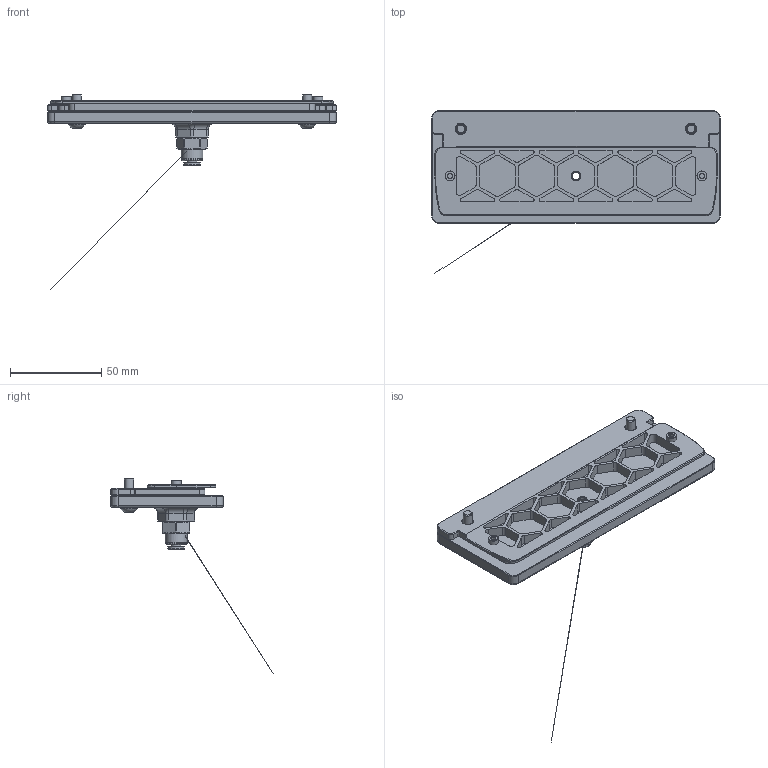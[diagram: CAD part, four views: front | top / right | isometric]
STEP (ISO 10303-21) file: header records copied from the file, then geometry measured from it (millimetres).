
FILE_DESCRIPTION(/* description */ (''),/* implementation_level */ '2;1');
FILE_NAME(/* name */ 'Exhaust Blockoff.step',/* time_stamp */ '2021-10-21T18:17:10-06:00',/* author */ (''),/* organization */ (''),/* preprocessor_version */ 'ST-DEVELOPER v18.1',/* originating_system */ 'Autodesk Translation Framework v10.10.0.1391',/* authorisation */ '');
FILE_SCHEMA (('AUTOMOTIVE_DESIGN { 1 0 10303 214 3 1 1 }'));
Products named in the file (8): Exhaust Blockoff Cover; M3x8 SHCS (1); M5x16 BHCS (2); BSP Bowden Connector v1; M3 Threaded Insert (1); Exhast Grill; Grill Mount One Piece (1); Block Off Plate No Groove
Assembly tree (10 placements, depth 2):
  Exhaust Blockoff Cover
    M3x8 SHCS (1)  x2
    M5x16 BHCS (2)  x2
    BSP Bowden Connector v1
    M3 Threaded Insert (1)  x2
    Exhast Grill
    Grill Mount One Piece (1)
    Block Off Plate No Groove
Bounding box: 158.4 x 88.99 x 107.31 mm (x, y, z)
Volume: 88450.4 mm3; surface area: 48409.5 mm2
Topology: 10 solids, 10 shells, 843 faces, 2215 edges, 1420 vertices
Faces by surface type: plane 302, cylinder 219, bspline 195, cone 110, torus 15, sphere 2
Full cylindrical faces by diameter (mm): 2.9 x2, 3 x2, 3.4 x2, 4 x1, 4.2 x2, 4.25 x2, 4.4 x1, 4.6 x2, 4.7 x2, 5 x2, 5.5 x7, 9 x1, 9.5 x2, 9.728 x10, 11 x1, 12 x2
Entity records: 46192 total; most frequent: CARTESIAN_POINT 29844, ORIENTED_EDGE 3588, DIRECTION 2991, EDGE_CURVE 1794, VERTEX_POINT 1151, AXIS2_PLACEMENT_3D 1059, LINE 873, VECTOR 873
